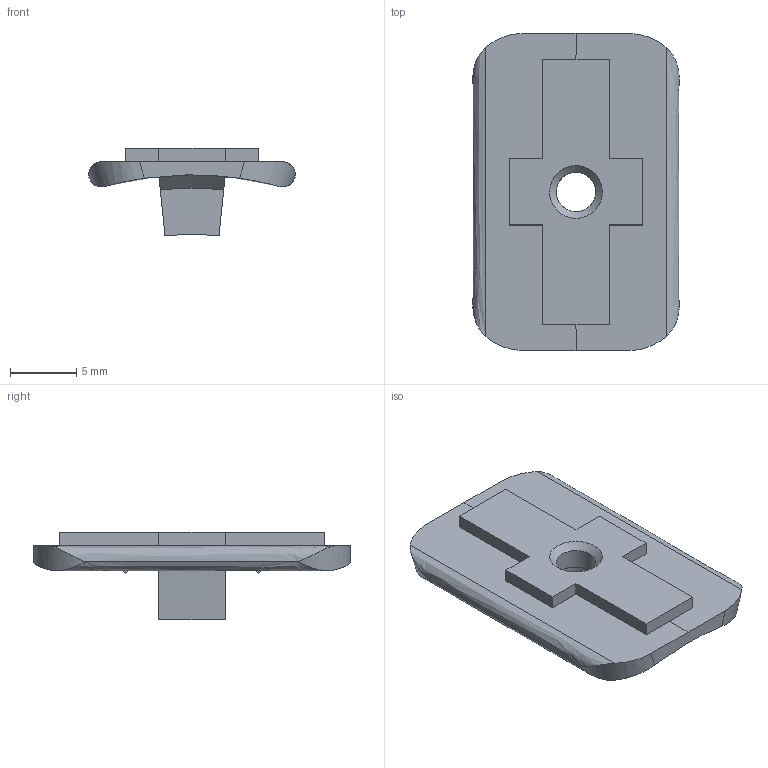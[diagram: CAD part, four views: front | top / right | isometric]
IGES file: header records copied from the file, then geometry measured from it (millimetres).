
Global section: file name: Xbox Phone Mount Top_v12; native system: unknown; preprocessor: unknown; author: unknown; organization: unknown; date: 20200923.182839; units: millimetre
Bounding box: 15.63 x 24 x 6.6 mm (x, y, z)
Volume: 671.3 mm3; surface area: 1015.3 mm2
Topology: 1 solids, 1 shells, 43 faces, 112 edges, 74 vertices
Faces by surface type: bspline 43
